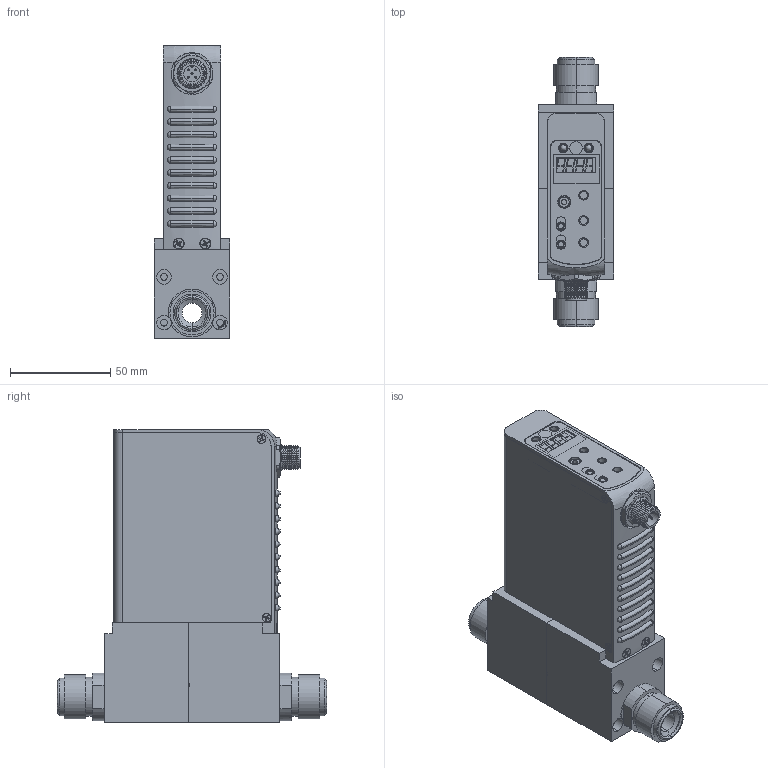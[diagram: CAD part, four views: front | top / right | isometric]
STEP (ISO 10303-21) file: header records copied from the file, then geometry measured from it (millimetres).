
FILE_DESCRIPTION (( 'STEP AP203' ), '1' );
FILE_NAME ('GF101-GF121-GF126-V1-D0.STEP', '2018-09-13T14:43:07', ( 'mrutkowski' ), ( 'Hewlett-Packard Company' ), 'SwSTEP 2.0', 'SolidWorks 2017', '' );
FILE_SCHEMA (( 'CONFIG_CONTROL_DESIGN' ));
Length unit declared in the file: inch
Products named in the file (1): GF101-GF121-GF126-V1-D0
Bounding box: 37.59 x 134.21 x 146.05 mm (x, y, z)
Surface area: 61938.5 mm2 (no closed solid volume)
Topology: 0 solids, 202 shells, 838 faces, 3754 edges, 3073 vertices
Faces by surface type: plane 422, cylinder 148, bspline 142, cone 115, torus 11
Entity records: 45368 total; most frequent: CARTESIAN_POINT 18785, ORIENTED_EDGE 5011, DIRECTION 4253, EDGE_CURVE 3736, VERTEX_POINT 3073, LINE 1647, VECTOR 1647, B_SPLINE_CURVE_WITH_KNOTS 1443
